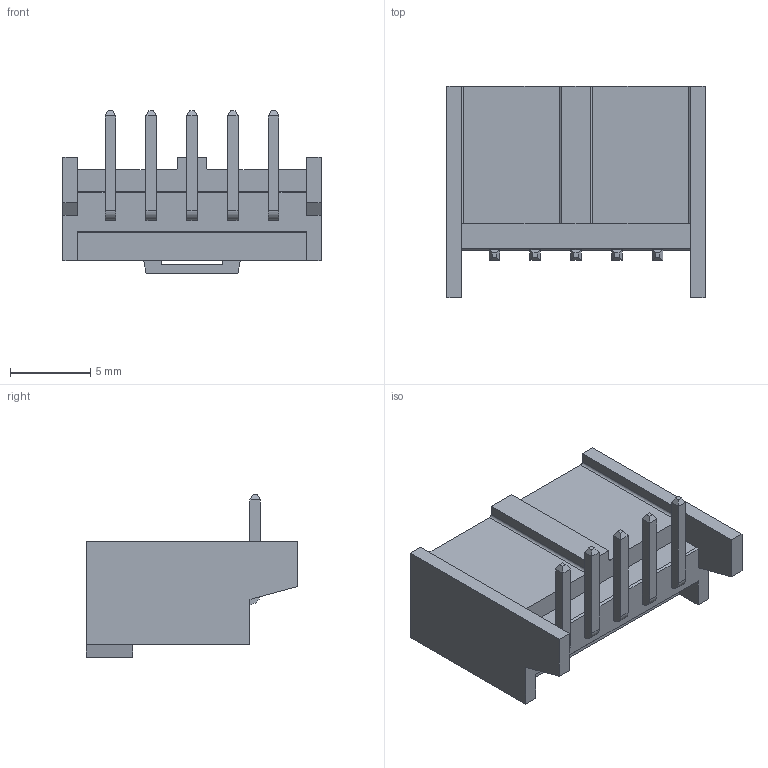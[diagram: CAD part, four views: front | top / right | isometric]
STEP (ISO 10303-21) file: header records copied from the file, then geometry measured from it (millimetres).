
FILE_DESCRIPTION((''),'2;1');
FILE_NAME('901362105','2018-10-31T',('gga'),(''),'PRO/ENGINEER BY PARAMETRIC TECHNOLOGY CORPORATION, 2016010','PRO/ENGINEER BY PARAMETRIC TECHNOLOGY CORPORATION, 2016010','');
FILE_SCHEMA(('CONFIG_CONTROL_DESIGN'));
Length unit declared in the file: millimetre
Products named in the file (1): 901362105
Bounding box: 16.05 x 13.14 x 10.11 mm (x, y, z)
Volume: 499.4 mm3; surface area: 1151.5 mm2
Topology: 1 solids, 1 shells, 150 faces, 384 edges, 240 vertices
Faces by surface type: plane 141, cylinder 9
Entity records: 4438 total; most frequent: CARTESIAN_POINT 765, ORIENTED_EDGE 748, DIRECTION 714, EDGE_CURVE 374, VECTOR 356, LINE 356, VERTEX_POINT 230, AXIS2_PLACEMENT_3D 179
